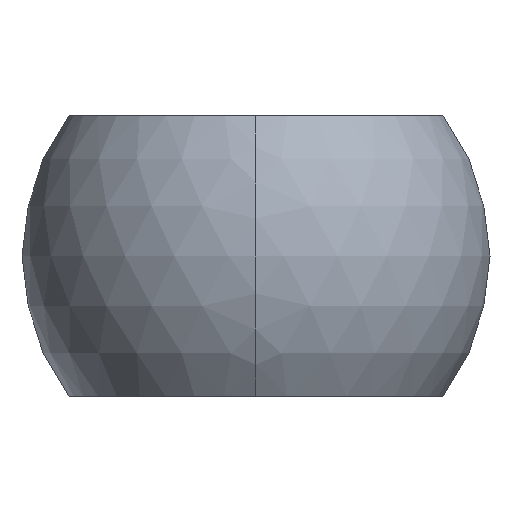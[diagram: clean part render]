
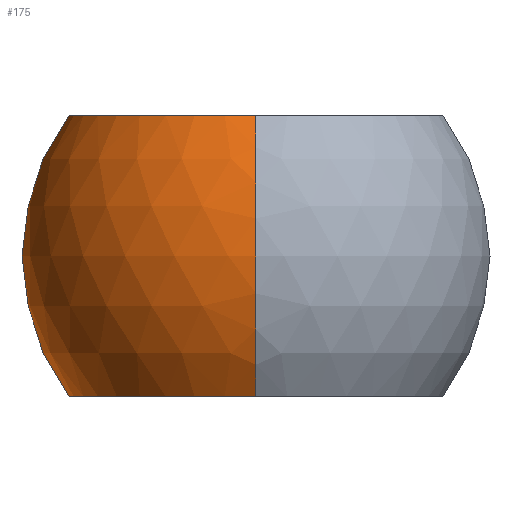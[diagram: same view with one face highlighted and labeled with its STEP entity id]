
A CAD part, left-side view. The second image highlights one B-rep face of the part: STEP entity #175.
In plain terms, the highlighted spherical face has radius 10 mm.
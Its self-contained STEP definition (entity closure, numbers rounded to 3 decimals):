
#113=VERTEX_POINT('',#300);
#157=VERTEX_POINT('',#350);
#175=ADVANCED_FACE('',(#369),#370,.T.);
#177=EDGE_CURVE('',#213,#243,#372,.T.);
#207=EDGE_CURVE('',#113,#213,#408,.T.);
#213=VERTEX_POINT('',#414);
#243=VERTEX_POINT('',#451);
#253=EDGE_CURVE('',#243,#157,#461,.T.);
#275=EDGE_CURVE('',#157,#113,#483,.T.);
#300=CARTESIAN_POINT('',(-8.0,0.,-6.0));
#350=CARTESIAN_POINT('',(-8.0,0.,6.0));
#369=FACE_OUTER_BOUND('',#632,.T.);
#370=SPHERICAL_SURFACE('',#633,10.0);
#372=CIRCLE('',#636,6.429);
#408=CIRCLE('',#692,8.0);
#414=CARTESIAN_POINT('',(7.66,2.308,-6.0));
#451=CARTESIAN_POINT('',(7.66,2.308,6.0));
#461=CIRCLE('',#756,8.0);
#483=CIRCLE('',#786,10.0);
#632=EDGE_LOOP('',(#896,#897,#898,#899));
#633=AXIS2_PLACEMENT_3D('',#900,#901,#902);
#636=AXIS2_PLACEMENT_3D('',#903,#904,#905);
#692=AXIS2_PLACEMENT_3D('',#953,#954,#955);
#756=AXIS2_PLACEMENT_3D('',#1024,#1025,#1026);
#786=AXIS2_PLACEMENT_3D('',#1033,#1034,#1035);
#896=ORIENTED_EDGE('',*,*,#275,.F.);
#897=ORIENTED_EDGE('',*,*,#253,.F.);
#898=ORIENTED_EDGE('',*,*,#177,.F.);
#899=ORIENTED_EDGE('',*,*,#207,.F.);
#900=CARTESIAN_POINT('',(0.0,0.0,0.0));
#901=DIRECTION('',(0.0,0.0,1.0));
#902=DIRECTION('',(1.0,0.0,0.0));
#903=CARTESIAN_POINT('',(7.66,0.0,0.0));
#904=DIRECTION('',(1.0,0.0,0.0));
#905=DIRECTION('',(0.0,1.0,0.0));
#953=CARTESIAN_POINT('',(0.0,0.0,-6.0));
#954=DIRECTION('',(-0.0,-0.0,-1.0));
#955=DIRECTION('',(0.0,-1.0,0.0));
#1024=CARTESIAN_POINT('',(0.0,0.0,6.0));
#1025=DIRECTION('',(0.0,-0.0,1.0));
#1026=DIRECTION('',(0.0,1.0,0.0));
#1033=CARTESIAN_POINT('',(0.0,0.0,0.0));
#1034=DIRECTION('',(0.,-1.0,0.0));
#1035=DIRECTION('',(0.0,0.0,1.0));
